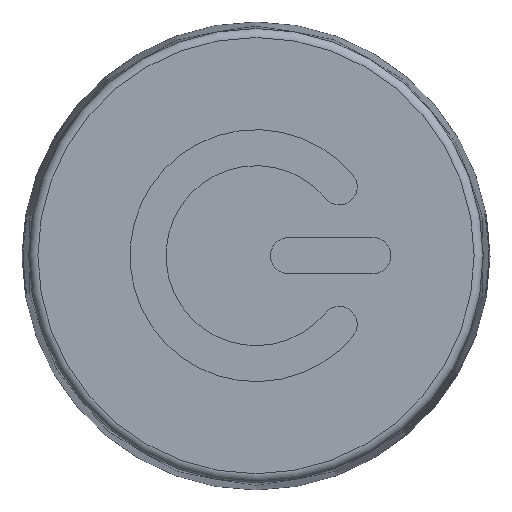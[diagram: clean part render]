
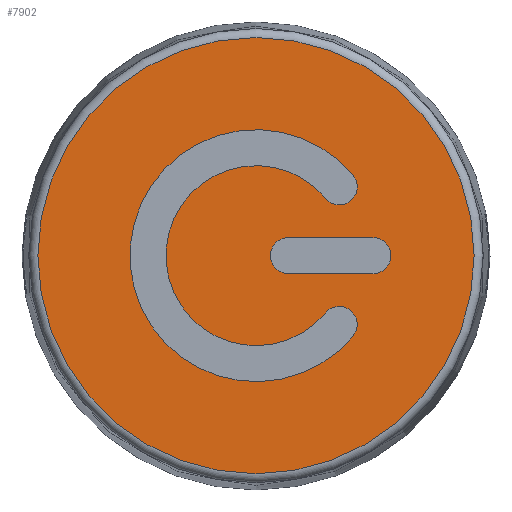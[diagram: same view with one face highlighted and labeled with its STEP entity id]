
A CAD part, top view. The second image highlights one B-rep face of the part: STEP entity #7902.
In plain terms, the highlighted planar face has unit normal (0, 0, 1).
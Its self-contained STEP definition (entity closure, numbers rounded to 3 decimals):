
#134=FACE_BOUND('',#956,.T.);
#135=FACE_BOUND('',#957,.T.);
#534=FACE_OUTER_BOUND('',#955,.T.);
#955=EDGE_LOOP('',(#7162));
#956=EDGE_LOOP('',(#7163,#7164,#7165,#7166));
#957=EDGE_LOOP('',(#7167,#7168,#7169,#7170));
#1070=CIRCLE('',#8432,0.5);
#1071=CIRCLE('',#8433,3.5);
#1072=CIRCLE('',#8434,0.5);
#1073=CIRCLE('',#8435,2.5);
#1078=CIRCLE('',#8446,0.5);
#1079=CIRCLE('',#8447,0.5);
#1090=CIRCLE('',#8469,6.059);
#2050=LINE('',#12852,#3025);
#2051=LINE('',#12855,#3026);
#3025=VECTOR('',#10474,2.35);
#3026=VECTOR('',#10477,2.35);
#3739=VERTEX_POINT('',#12814);
#3740=VERTEX_POINT('',#12815);
#3741=VERTEX_POINT('',#12817);
#3742=VERTEX_POINT('',#12819);
#3751=VERTEX_POINT('',#12848);
#3752=VERTEX_POINT('',#12849);
#3753=VERTEX_POINT('',#12851);
#3754=VERTEX_POINT('',#12853);
#3773=VERTEX_POINT('',#12912);
#4856=EDGE_CURVE('',#3739,#3740,#1070,.T.);
#4857=EDGE_CURVE('',#3741,#3740,#1071,.T.);
#4858=EDGE_CURVE('',#3741,#3742,#1072,.T.);
#4859=EDGE_CURVE('',#3739,#3742,#1073,.T.);
#4872=EDGE_CURVE('',#3751,#3752,#1078,.T.);
#4873=EDGE_CURVE('',#3753,#3752,#2050,.T.);
#4874=EDGE_CURVE('',#3753,#3754,#1079,.T.);
#4875=EDGE_CURVE('',#3751,#3754,#2051,.T.);
#4903=EDGE_CURVE('',#3773,#3773,#1090,.T.);
#7162=ORIENTED_EDGE('',*,*,#4903,.F.);
#7163=ORIENTED_EDGE('',*,*,#4856,.F.);
#7164=ORIENTED_EDGE('',*,*,#4859,.T.);
#7165=ORIENTED_EDGE('',*,*,#4858,.F.);
#7166=ORIENTED_EDGE('',*,*,#4857,.T.);
#7167=ORIENTED_EDGE('',*,*,#4875,.T.);
#7168=ORIENTED_EDGE('',*,*,#4874,.F.);
#7169=ORIENTED_EDGE('',*,*,#4873,.T.);
#7170=ORIENTED_EDGE('',*,*,#4872,.F.);
#7503=PLANE('',#8475);
#7902=ADVANCED_FACE('',(#534,#134,#135),#7503,.T.);
#8432=AXIS2_PLACEMENT_3D('',#12816,#10436,#10437);
#8433=AXIS2_PLACEMENT_3D('',#12818,#10438,#10439);
#8434=AXIS2_PLACEMENT_3D('',#12820,#10440,#10441);
#8435=AXIS2_PLACEMENT_3D('',#12821,#10442,#10443);
#8446=AXIS2_PLACEMENT_3D('',#12850,#10472,#10473);
#8447=AXIS2_PLACEMENT_3D('',#12854,#10475,#10476);
#8469=AXIS2_PLACEMENT_3D('',#12913,#10537,#10538);
#8475=AXIS2_PLACEMENT_3D('',#12923,#10550,#10551);
#10436=DIRECTION('center_axis',(0.,0.,1.));
#10437=DIRECTION('ref_axis',(-0.177,-0.984,0.));
#10438=DIRECTION('center_axis',(0.,0.,-1.));
#10439=DIRECTION('ref_axis',(0.866,0.5,0.));
#10440=DIRECTION('center_axis',(0.,0.,1.));
#10441=DIRECTION('ref_axis',(0.984,0.177,0.));
#10442=DIRECTION('center_axis',(0.,0.,1.));
#10443=DIRECTION('ref_axis',(-0.866,-0.5,0.));
#10472=DIRECTION('center_axis',(0.,0.,1.));
#10473=DIRECTION('ref_axis',(0.707,-0.707,0.));
#10474=DIRECTION('',(1.,0.,0.));
#10475=DIRECTION('center_axis',(0.,0.,1.));
#10476=DIRECTION('ref_axis',(-0.707,0.707,0.));
#10477=DIRECTION('',(-1.,0.,0.));
#10537=DIRECTION('center_axis',(0.,0.,-1.));
#10538=DIRECTION('ref_axis',(0.,-1.,0.));
#10550=DIRECTION('center_axis',(0.,0.,1.));
#10551=DIRECTION('ref_axis',(-1.,0.,0.));
#12814=CARTESIAN_POINT('',(1.926,1.593,14.55));
#12815=CARTESIAN_POINT('',(2.697,2.231,14.55));
#12816=CARTESIAN_POINT('Origin',(2.312,1.912,14.55));
#12817=CARTESIAN_POINT('',(2.697,-2.231,14.55));
#12818=CARTESIAN_POINT('Origin',(0.,0.,14.55));
#12819=CARTESIAN_POINT('',(1.926,-1.593,14.55));
#12820=CARTESIAN_POINT('Origin',(2.312,-1.912,14.55));
#12821=CARTESIAN_POINT('Origin',(0.,0.,14.55));
#12848=CARTESIAN_POINT('',(3.25,-0.5,14.55));
#12849=CARTESIAN_POINT('',(3.25,0.5,14.55));
#12850=CARTESIAN_POINT('Origin',(3.25,0.,14.55));
#12851=CARTESIAN_POINT('',(0.9,0.5,14.55));
#12852=CARTESIAN_POINT('',(0.9,0.5,14.55));
#12853=CARTESIAN_POINT('',(0.9,-0.5,14.55));
#12854=CARTESIAN_POINT('Origin',(0.9,0.,14.55));
#12855=CARTESIAN_POINT('',(3.25,-0.5,14.55));
#12912=CARTESIAN_POINT('',(6.059,0.,14.55));
#12913=CARTESIAN_POINT('Origin',(0.,0.,14.55));
#12923=CARTESIAN_POINT('Origin',(0.,3.15,14.55));
